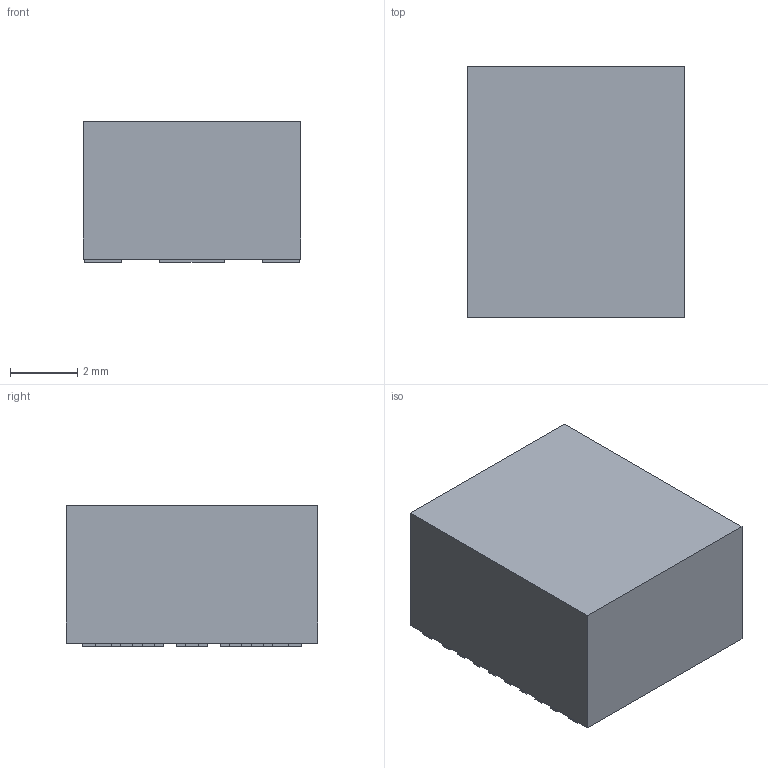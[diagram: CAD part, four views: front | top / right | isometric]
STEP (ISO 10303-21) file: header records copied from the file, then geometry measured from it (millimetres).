
FILE_DESCRIPTION(('FreeCAD Model'),'2;1');
FILE_NAME('18526135.1.2.stp','2023-08-22T11:24:11',( 'Author'),(''),'Open CASCADE STEP processor 6.9','FreeCAD','Unknown' );
FILE_SCHEMA(('AUTOMOTIVE_DESIGN { 1 0 10303 214 1 1 1 1 }'));
Length unit declared in the file: millimetre
Products named in the file (3): ASSEMBLY; Body; Pins
Assembly tree (2 placements, depth 2):
  ASSEMBLY
    Body
    Pins
Bounding box: 6.5 x 7.5 x 4.2 mm (x, y, z)
Volume: 201.2 mm3; surface area: 244 mm2
Topology: 24 solids, 24 shells, 144 faces, 288 edges, 192 vertices
Faces by surface type: plane 144
Entity records: 7616 total; most frequent: CARTESIAN_POINT 1203, DIRECTION 1158, LINE 864, VECTOR 864, ORIENTED_EDGE 576, PCURVE 576, DEFINITIONAL_REPRESENTATION 576, EDGE_CURVE 288
